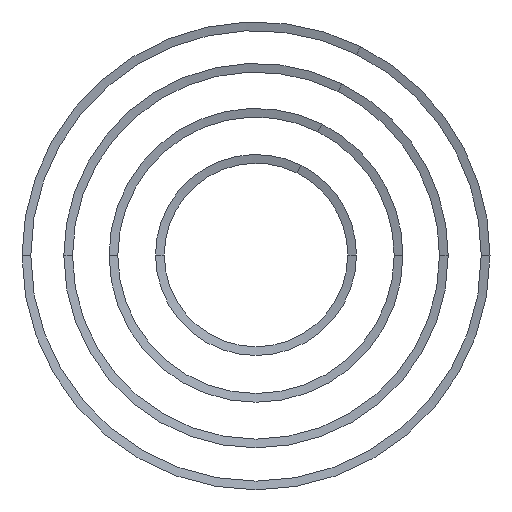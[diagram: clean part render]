
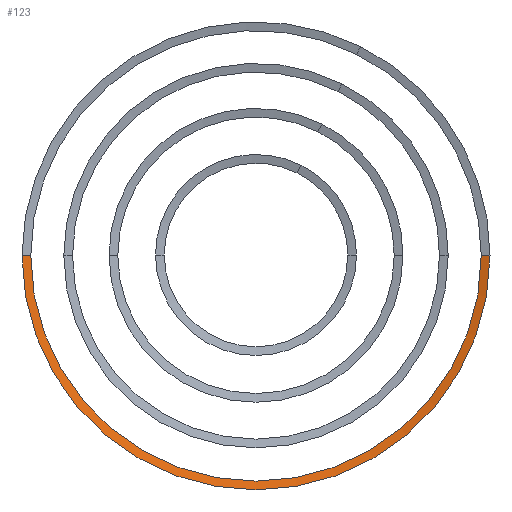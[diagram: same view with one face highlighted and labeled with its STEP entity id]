
A CAD part, top view. The second image highlights one B-rep face of the part: STEP entity #123.
In plain terms, the highlighted conical face has half-angle 75.005 degrees and reference radius 129.183 mm.
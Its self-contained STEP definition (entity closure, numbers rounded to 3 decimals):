
#71=CARTESIAN_POINT('Vertex',(-124.353,0.,2.415)) ;
#75=CARTESIAN_POINT('Control Point',(-124.353,0.,2.415)) ;
#76=CARTESIAN_POINT('Control Point',(-126.768,0.,3.062)) ;
#77=CARTESIAN_POINT('Control Point',(-129.183,0.,3.708)) ;
#78=CARTESIAN_POINT('Vertex',(-129.183,0.,3.708)) ;
#93=CARTESIAN_POINT('Axis2P3D Location',(0.,0.,3.708)) ;
#98=CARTESIAN_POINT('Axis2P3D Location',(0.,0.,2.415)) ;
#102=CARTESIAN_POINT('Vertex',(124.353,0.,2.415)) ;
#106=CARTESIAN_POINT('Control Point',(124.353,0.,2.415)) ;
#107=CARTESIAN_POINT('Control Point',(126.768,0.,3.062)) ;
#108=CARTESIAN_POINT('Control Point',(129.183,0.,3.708)) ;
#109=CARTESIAN_POINT('Vertex',(129.183,0.,3.708)) ;
#112=CARTESIAN_POINT('Axis2P3D Location',(0.,0.,3.708)) ;
#94=DIRECTION('Axis2P3D Direction',(0.,0.,1.)) ;
#95=DIRECTION('Axis2P3D XDirection',(-1.,0.,0.)) ;
#99=DIRECTION('Axis2P3D Direction',(0.,0.,1.)) ;
#113=DIRECTION('Axis2P3D Direction',(0.,0.,1.)) ;
#96=AXIS2_PLACEMENT_3D('Cone Axis2P3D',#93,#94,#95) ;
#100=AXIS2_PLACEMENT_3D('Circle Axis2P3D',#98,#99,$) ;
#114=AXIS2_PLACEMENT_3D('Circle Axis2P3D',#112,#113,$) ;
#118=ORIENTED_EDGE('',*,*,#80,.F.) ;
#119=ORIENTED_EDGE('',*,*,#104,.T.) ;
#120=ORIENTED_EDGE('',*,*,#111,.T.) ;
#121=ORIENTED_EDGE('',*,*,#116,.F.) ;
#123=ADVANCED_FACE('Multi-sections Surface.4',(#122),#97,.T.) ;
#74=B_SPLINE_CURVE_WITH_KNOTS('',2,(#75,#76,#77),.UNSPECIFIED.,.F.,.U.,(3,3),(-2.5,2.5),.UNSPECIFIED.) ;
#105=B_SPLINE_CURVE_WITH_KNOTS('',2,(#106,#107,#108),.UNSPECIFIED.,.F.,.U.,(3,3),(-2.5,2.5),.UNSPECIFIED.) ;
#101=CIRCLE('generated circle',#100,124.353) ;
#115=CIRCLE('generated circle',#114,129.183) ;
#97=CONICAL_SURFACE('Cone',#96,129.183,1.309) ;
#80=EDGE_CURVE('',#72,#79,#74,.T.) ;
#104=EDGE_CURVE('',#72,#103,#101,.T.) ;
#111=EDGE_CURVE('',#103,#110,#105,.T.) ;
#116=EDGE_CURVE('',#79,#110,#115,.T.) ;
#117=EDGE_LOOP('',(#118,#119,#120,#121)) ;
#122=FACE_OUTER_BOUND('',#117,.T.) ;
#72=VERTEX_POINT('',#71) ;
#79=VERTEX_POINT('',#78) ;
#103=VERTEX_POINT('',#102) ;
#110=VERTEX_POINT('',#109) ;
